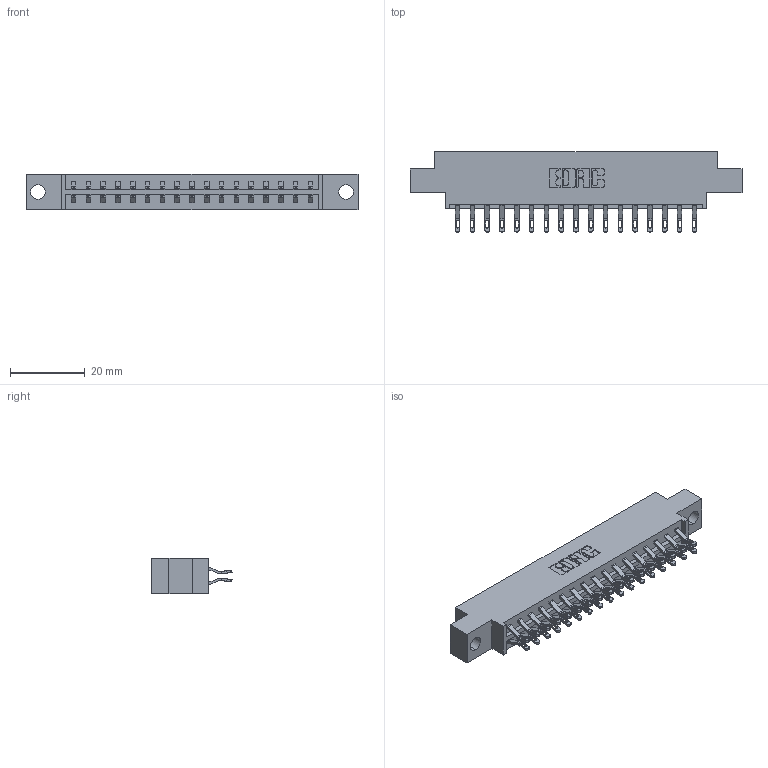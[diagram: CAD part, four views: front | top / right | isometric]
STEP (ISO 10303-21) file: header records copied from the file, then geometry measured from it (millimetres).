
FILE_DESCRIPTION (( 'STEP AP203' ), '1' );
FILE_NAME ('833-034-555-804.STEP', '2020-06-02T23:10:01', ( '' ), ( '' ), 'SwSTEP 2.0', 'SolidWorks 2020', '' );
FILE_SCHEMA (( 'CONFIG_CONTROL_DESIGN' ));
Length unit declared in the file: inch
Products named in the file (3): 833 Part_Offset - .156 Dia - TH; 833-034-555-804; 345-292-001_555 Tail
Assembly tree (35 placements, depth 2):
  833-034-555-804
    833 Part_Offset - .156 Dia - TH
    345-292-001_555 Tail  x34
Bounding box: 88.9 x 21.47 x 9.4 mm (x, y, z)
Volume: 8625.4 mm3; surface area: 10317.8 mm2
Topology: 35 solids, 35 shells, 2090 faces, 6545 edges, 4362 vertices
Faces by surface type: plane 1230, cylinder 860
Entity records: 14631 total; most frequent: CARTESIAN_POINT 2492, ORIENTED_EDGE 2398, DIRECTION 2143, EDGE_CURVE 1199, VECTOR 1051, LINE 1051, VERTEX_POINT 798, AXIS2_PLACEMENT_3D 546
